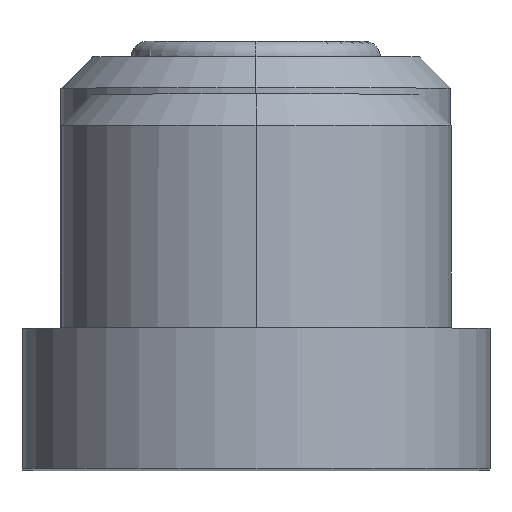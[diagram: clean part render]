
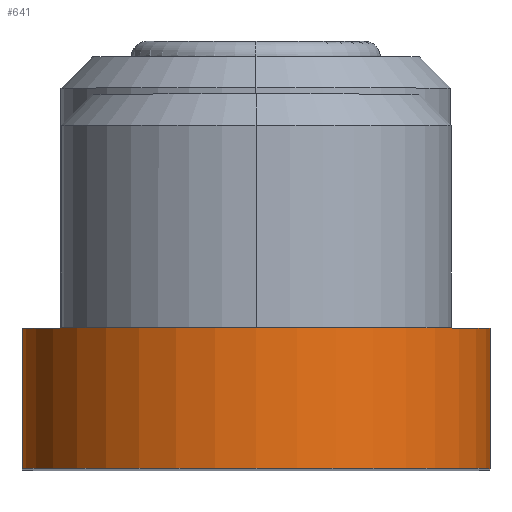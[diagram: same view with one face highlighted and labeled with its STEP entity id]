
A CAD part, top view. The second image highlights one B-rep face of the part: STEP entity #641.
In plain terms, the highlighted cylindrical face has radius 3 mm (diameter 6 mm), a partial arc.
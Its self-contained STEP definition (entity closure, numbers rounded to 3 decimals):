
#28 = EDGE_CURVE ( 'NONE', #627, #434, #51, .T. ) ;
#29 = AXIS2_PLACEMENT_3D ( 'NONE', #906, #608, #321 ) ;
#51 = CIRCLE ( 'NONE', #575, 3. ) ;
#55 = FACE_OUTER_BOUND ( 'NONE', #912, .T. ) ;
#110 = EDGE_CURVE ( 'NONE', #627, #268, #599, .T. ) ;
#152 = ORIENTED_EDGE ( 'NONE', *, *, #269, .F. ) ;
#232 = EDGE_CURVE ( 'NONE', #268, #561, #703, .T. ) ;
#256 = ORIENTED_EDGE ( 'NONE', *, *, #232, .T. ) ;
#268 = VERTEX_POINT ( 'NONE', #614 ) ;
#269 = EDGE_CURVE ( 'NONE', #434, #561, #456, .T. ) ;
#320 = VECTOR ( 'NONE', #590, 1000. ) ;
#321 = DIRECTION ( 'NONE',  ( 0., 0., 1. ) ) ;
#328 = CARTESIAN_POINT ( 'NONE',  ( 3., 0., 6.5 ) ) ;
#339 = DIRECTION ( 'NONE',  ( 0., -1., 0. ) ) ;
#344 = CARTESIAN_POINT ( 'NONE',  ( 0., 1.8, 6.5 ) ) ;
#348 = CARTESIAN_POINT ( 'NONE',  ( -3., 1.8, 6.5 ) ) ;
#361 = VECTOR ( 'NONE', #752, 1000. ) ;
#434 = VERTEX_POINT ( 'NONE', #568 ) ;
#456 = LINE ( 'NONE', #892, #361 ) ;
#487 = DIRECTION ( 'NONE',  ( 0., 0., 1. ) ) ;
#493 = DIRECTION ( 'NONE',  ( 0., 1., 0. ) ) ;
#508 = ORIENTED_EDGE ( 'NONE', *, *, #110, .T. ) ;
#561 = VERTEX_POINT ( 'NONE', #328 ) ;
#562 = DIRECTION ( 'NONE',  ( 0., 0., -1. ) ) ;
#568 = CARTESIAN_POINT ( 'NONE',  ( 3., 1.8, 6.5 ) ) ;
#575 = AXIS2_PLACEMENT_3D ( 'NONE', #344, #493, #487 ) ;
#590 = DIRECTION ( 'NONE',  ( 0., -1., 0. ) ) ;
#599 = LINE ( 'NONE', #866, #320 ) ;
#608 = DIRECTION ( 'NONE',  ( 0., 1., 0. ) ) ;
#614 = CARTESIAN_POINT ( 'NONE',  ( -3., 0., 6.5 ) ) ;
#627 = VERTEX_POINT ( 'NONE', #348 ) ;
#641 = ADVANCED_FACE ( 'NONE', ( #55 ), #686, .T. ) ;
#666 = AXIS2_PLACEMENT_3D ( 'NONE', #849, #339, #562 ) ;
#686 = CYLINDRICAL_SURFACE ( 'NONE', #666, 3. ) ;
#699 = ORIENTED_EDGE ( 'NONE', *, *, #28, .F. ) ;
#703 = CIRCLE ( 'NONE', #29, 3. ) ;
#752 = DIRECTION ( 'NONE',  ( 0., -1., 0. ) ) ;
#849 = CARTESIAN_POINT ( 'NONE',  ( 0., 1.8, 6.5 ) ) ;
#866 = CARTESIAN_POINT ( 'NONE',  ( -3., 1.8, 6.5 ) ) ;
#892 = CARTESIAN_POINT ( 'NONE',  ( 3., 1.8, 6.5 ) ) ;
#906 = CARTESIAN_POINT ( 'NONE',  ( 0., 0., 6.5 ) ) ;
#912 = EDGE_LOOP ( 'NONE', ( #256, #152, #699, #508 ) ) ;
